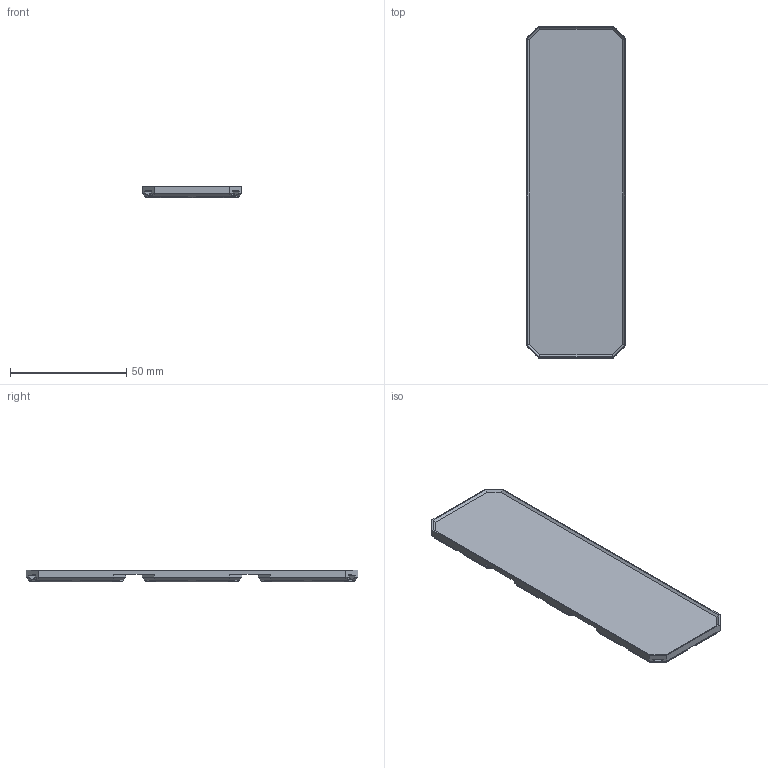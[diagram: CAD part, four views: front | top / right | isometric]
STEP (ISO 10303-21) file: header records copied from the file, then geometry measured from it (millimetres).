
FILE_DESCRIPTION(/* description */ (''),/* implementation_level */ '2;1');
FILE_NAME(/* name */ '1x3.step',/* time_stamp */ '2024-08-26T16:16:18-04:00',/* author */ (''),/* organization */ (''),/* preprocessor_version */ 'ST-DEVELOPER v20',/* originating_system */ 'Autodesk Translation Framework v13.14.0.145',/* authorisation */ '');
FILE_SCHEMA (('AUTOMOTIVE_DESIGN { 1 0 10303 214 3 1 1 }'));
Length unit declared in the file: millimetre
Products named in the file (1): 1x3
Bounding box: 43 x 143 x 5.1 mm (x, y, z)
Volume: 19604.4 mm3; surface area: 15233.1 mm2
Topology: 1 solids, 1 shells, 320 faces, 830 edges, 516 vertices
Faces by surface type: plane 320
Entity records: 9454 total; most frequent: CARTESIAN_POINT 1667, ORIENTED_EDGE 1660, DIRECTION 1472, LINE 830, VECTOR 830, EDGE_CURVE 830, VERTEX_POINT 516, EDGE_LOOP 324
